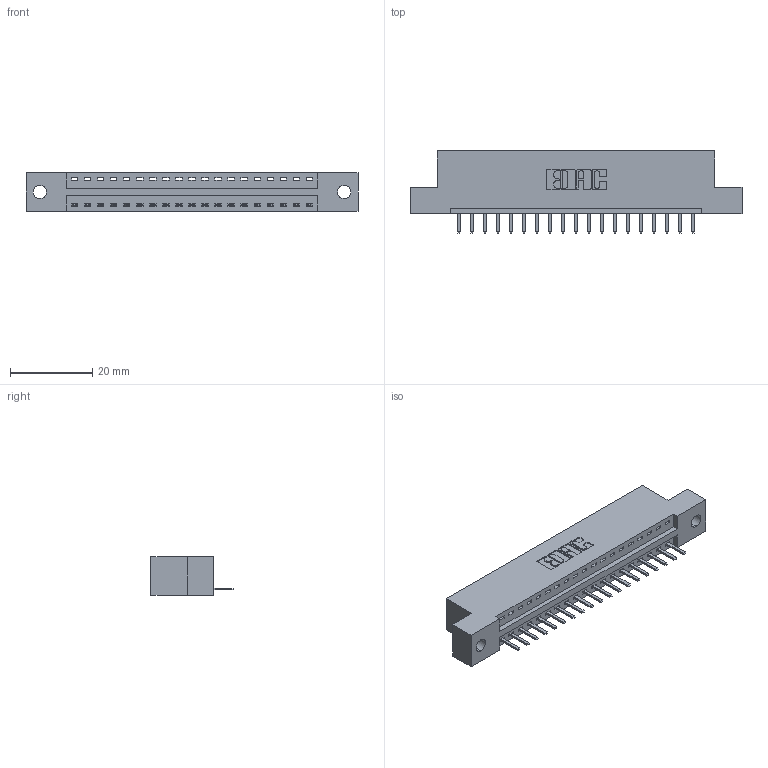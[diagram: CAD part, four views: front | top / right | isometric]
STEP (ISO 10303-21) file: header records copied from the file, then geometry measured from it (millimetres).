
FILE_DESCRIPTION (( 'STEP AP203' ), '1' );
FILE_NAME ('396-019-520-102.STEP', '2018-09-01T03:39:56', ( '' ), ( '' ), 'SwSTEP 2.0', 'SolidWorks 2016', '' );
FILE_SCHEMA (( 'CONFIG_CONTROL_DESIGN' ));
Length unit declared in the file: inch
Products named in the file (3): 346 Part_Flush Mounting Lugs - 0.128 Dia; 345-292-001_345-293-120; 396-019-520-102
Assembly tree (20 placements, depth 2):
  396-019-520-102
    346 Part_Flush Mounting Lugs - 0.128 Dia
    345-292-001_345-293-120  x19
Bounding box: 80.9 x 20.02 x 9.4 mm (x, y, z)
Volume: 7494 mm3; surface area: 8664.7 mm2
Topology: 20 solids, 20 shells, 1300 faces, 3825 edges, 2498 vertices
Faces by surface type: plane 874, cylinder 426
Entity records: 15005 total; most frequent: CARTESIAN_POINT 2597, ORIENTED_EDGE 2538, DIRECTION 2307, EDGE_CURVE 1269, VECTOR 1057, LINE 1057, VERTEX_POINT 842, AXIS2_PLACEMENT_3D 625
